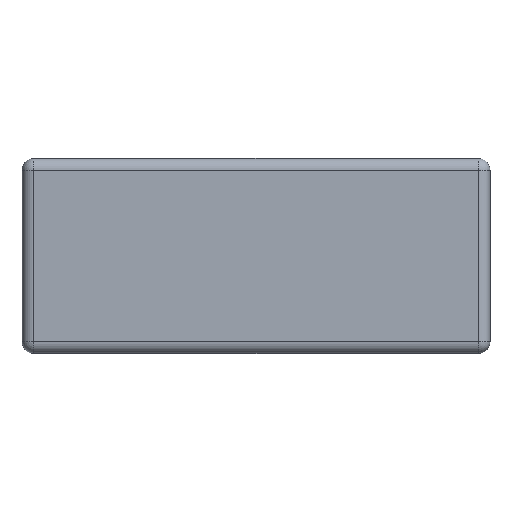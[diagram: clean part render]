
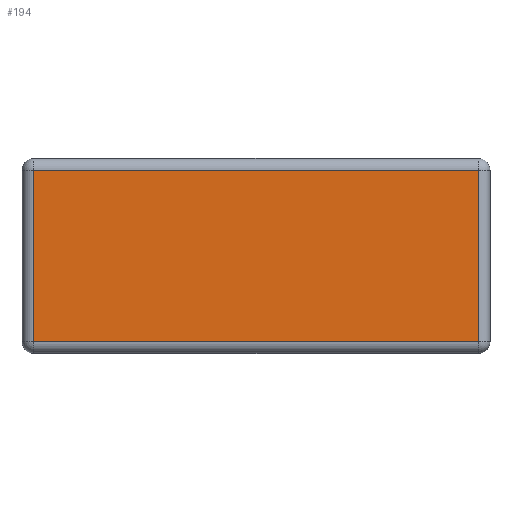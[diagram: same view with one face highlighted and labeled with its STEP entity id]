
A CAD part, top view. The second image highlights one B-rep face of the part: STEP entity #194.
In plain terms, the highlighted planar face has unit normal (0, 0, 1).
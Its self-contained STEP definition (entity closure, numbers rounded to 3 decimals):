
#194 = ADVANCED_FACE( '', ( #428 ), #429, .T. );
#428 = FACE_OUTER_BOUND( '', #701, .T. );
#429 = PLANE( '', #702 );
#701 = EDGE_LOOP( '', ( #1187, #1188, #1189, #1190 ) );
#702 = AXIS2_PLACEMENT_3D( '', #1191, #1192, #1193 );
#1187 = ORIENTED_EDGE( '', *, *, #1613, .T. );
#1188 = ORIENTED_EDGE( '', *, *, #1728, .T. );
#1189 = ORIENTED_EDGE( '', *, *, #1733, .T. );
#1190 = ORIENTED_EDGE( '', *, *, #1618, .T. );
#1191 = CARTESIAN_POINT( '', ( 0., 0., 19. ) );
#1192 = DIRECTION( '', ( 0., 0., 1. ) );
#1193 = DIRECTION( '', ( 1., 0., 0. ) );
#1613 = EDGE_CURVE( '', #1931, #1936, #1938, .T. );
#1618 = EDGE_CURVE( '', #1940, #1931, #1946, .T. );
#1728 = EDGE_CURVE( '', #1936, #2104, #2106, .T. );
#1733 = EDGE_CURVE( '', #2104, #1940, #2112, .T. );
#1931 = VERTEX_POINT( '', #2378 );
#1936 = VERTEX_POINT( '', #2384 );
#1938 = LINE( '', #2386, #2387 );
#1940 = VERTEX_POINT( '', #2389 );
#1946 = LINE( '', #2396, #2397 );
#2104 = VERTEX_POINT( '', #2617 );
#2106 = LINE( '', #2619, #2620 );
#2112 = LINE( '', #2628, #2629 );
#2378 = CARTESIAN_POINT( '', ( 28.5, -11., 19. ) );
#2384 = CARTESIAN_POINT( '', ( 28.5, 11., 19. ) );
#2386 = CARTESIAN_POINT( '', ( 28.5, 12.5, 19. ) );
#2387 = VECTOR( '', #2848, 1000. );
#2389 = CARTESIAN_POINT( '', ( -28.5, -11., 19. ) );
#2396 = CARTESIAN_POINT( '', ( 30., -11., 19. ) );
#2397 = VECTOR( '', #2856, 1000. );
#2617 = CARTESIAN_POINT( '', ( -28.5, 11., 19. ) );
#2619 = CARTESIAN_POINT( '', ( -30., 11., 19. ) );
#2620 = VECTOR( '', #2964, 1000. );
#2628 = CARTESIAN_POINT( '', ( -28.5, -12.5, 19. ) );
#2629 = VECTOR( '', #2967, 1000. );
#2848 = DIRECTION( '', ( 0., 1., 0. ) );
#2856 = DIRECTION( '', ( 1., 0., 0. ) );
#2964 = DIRECTION( '', ( -1., 0., 0. ) );
#2967 = DIRECTION( '', ( 0., -1., 0. ) );
